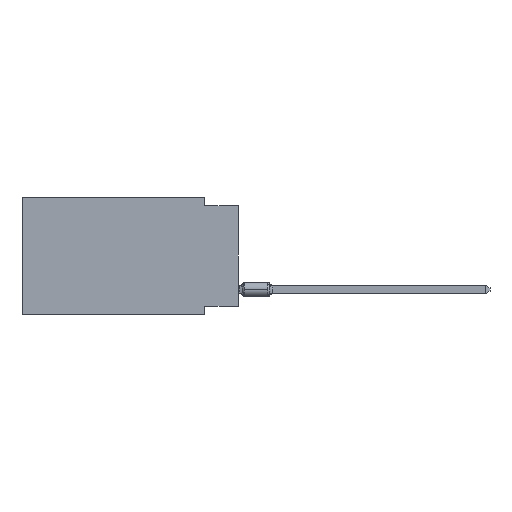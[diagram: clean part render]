
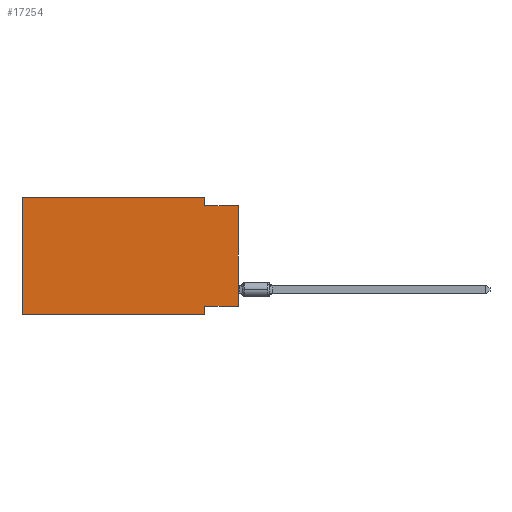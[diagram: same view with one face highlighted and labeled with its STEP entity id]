
A CAD part, left-side view. The second image highlights one B-rep face of the part: STEP entity #17254.
In plain terms, the highlighted planar face has unit normal (-1, 0, 0).
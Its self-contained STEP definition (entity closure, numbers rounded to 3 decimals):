
#440 = VERTEX_POINT ( 'NONE', #28058 ) ;
#873 = CARTESIAN_POINT ( 'NONE',  ( 0., 16.383, 0. ) ) ;
#1091 = VECTOR ( 'NONE', #6634, 1000. ) ;
#1724 = EDGE_CURVE ( 'NONE', #22390, #11253, #32198, .T. ) ;
#2314 = DIRECTION ( 'NONE',  ( 0., 1., 0. ) ) ;
#2390 = CARTESIAN_POINT ( 'NONE',  ( 0., 2.54, 0. ) ) ;
#2502 = VECTOR ( 'NONE', #5138, 1000. ) ;
#2684 = PLANE ( 'NONE',  #9233 ) ;
#2813 = DIRECTION ( 'NONE',  ( 0., -1., 0. ) ) ;
#3128 = EDGE_LOOP ( 'NONE', ( #26316, #29933, #22714, #25414, #22820, #18600, #12466, #7724 ) ) ;
#3143 = DIRECTION ( 'NONE',  ( 0., -1., 0. ) ) ;
#5052 = DIRECTION ( 'NONE',  ( 0., 0., 1. ) ) ;
#5138 = DIRECTION ( 'NONE',  ( 0., 0., 1. ) ) ;
#6514 = EDGE_CURVE ( 'NONE', #7703, #25054, #35115, .T. ) ;
#6634 = DIRECTION ( 'NONE',  ( 0., -1., 0. ) ) ;
#7703 = VERTEX_POINT ( 'NONE', #34772 ) ;
#7724 = ORIENTED_EDGE ( 'NONE', *, *, #36351, .F. ) ;
#7873 = EDGE_CURVE ( 'NONE', #17787, #34845, #11799, .T. ) ;
#7884 = LINE ( 'NONE', #13416, #26767 ) ;
#8630 = EDGE_CURVE ( 'NONE', #440, #25054, #7884, .T. ) ;
#8750 = FACE_OUTER_BOUND ( 'NONE', #3128, .T. ) ;
#9233 = AXIS2_PLACEMENT_3D ( 'NONE', #23009, #20354, #16938 ) ;
#10796 = VERTEX_POINT ( 'NONE', #18590 ) ;
#10813 = VECTOR ( 'NONE', #3143, 1000. ) ;
#11253 = VERTEX_POINT ( 'NONE', #27076 ) ;
#11631 = CARTESIAN_POINT ( 'NONE',  ( 0., 16.383, 0. ) ) ;
#11799 = LINE ( 'NONE', #20736, #33379 ) ;
#12466 = ORIENTED_EDGE ( 'NONE', *, *, #7873, .F. ) ;
#13277 = VECTOR ( 'NONE', #2314, 1000. ) ;
#13416 = CARTESIAN_POINT ( 'NONE',  ( 0., 0., 0. ) ) ;
#14248 = CARTESIAN_POINT ( 'NONE',  ( 0., 16.383, 0. ) ) ;
#16765 = CARTESIAN_POINT ( 'NONE',  ( 0., 0., -8.255 ) ) ;
#16921 = LINE ( 'NONE', #14248, #2502 ) ;
#16938 = DIRECTION ( 'NONE',  ( 0., 0., -1. ) ) ;
#17254 = ADVANCED_FACE ( 'NONE', ( #8750 ), #2684, .F. ) ;
#17787 = VERTEX_POINT ( 'NONE', #19029 ) ;
#18590 = CARTESIAN_POINT ( 'NONE',  ( 0., 16.383, -8.89 ) ) ;
#18600 = ORIENTED_EDGE ( 'NONE', *, *, #36743, .T. ) ;
#18942 = LINE ( 'NONE', #2390, #25542 ) ;
#19029 = CARTESIAN_POINT ( 'NONE',  ( 0., 2.54, -8.255 ) ) ;
#20257 = CARTESIAN_POINT ( 'NONE',  ( 0., 2.54, -8.89 ) ) ;
#20354 = DIRECTION ( 'NONE',  ( 1., 0., 0. ) ) ;
#20736 = CARTESIAN_POINT ( 'NONE',  ( 0., 2.54, -8.89 ) ) ;
#21304 = DIRECTION ( 'NONE',  ( 0., 0., -1. ) ) ;
#22390 = VERTEX_POINT ( 'NONE', #11631 ) ;
#22714 = ORIENTED_EDGE ( 'NONE', *, *, #24395, .F. ) ;
#22820 = ORIENTED_EDGE ( 'NONE', *, *, #26398, .F. ) ;
#23009 = CARTESIAN_POINT ( 'NONE',  ( 0., 16.383, 0. ) ) ;
#23938 = CARTESIAN_POINT ( 'NONE',  ( 0., 16.383, -8.89 ) ) ;
#24395 = EDGE_CURVE ( 'NONE', #11253, #7703, #18942, .T. ) ;
#25054 = VERTEX_POINT ( 'NONE', #27207 ) ;
#25364 = DIRECTION ( 'NONE',  ( 0., 0., -1. ) ) ;
#25414 = ORIENTED_EDGE ( 'NONE', *, *, #1724, .F. ) ;
#25542 = VECTOR ( 'NONE', #25364, 1000. ) ;
#26316 = ORIENTED_EDGE ( 'NONE', *, *, #8630, .T. ) ;
#26398 = EDGE_CURVE ( 'NONE', #10796, #22390, #16921, .T. ) ;
#26767 = VECTOR ( 'NONE', #5052, 1000. ) ;
#27076 = CARTESIAN_POINT ( 'NONE',  ( 0., 2.54, 0. ) ) ;
#27207 = CARTESIAN_POINT ( 'NONE',  ( 0., 0., -0.635 ) ) ;
#28058 = CARTESIAN_POINT ( 'NONE',  ( 0., 0., -8.255 ) ) ;
#28816 = CARTESIAN_POINT ( 'NONE',  ( 0., 0., -0.635 ) ) ;
#29696 = VECTOR ( 'NONE', #2813, 1000. ) ;
#29933 = ORIENTED_EDGE ( 'NONE', *, *, #6514, .F. ) ;
#31182 = LINE ( 'NONE', #16765, #13277 ) ;
#31888 = LINE ( 'NONE', #23938, #1091 ) ;
#32198 = LINE ( 'NONE', #873, #10813 ) ;
#33379 = VECTOR ( 'NONE', #21304, 1000. ) ;
#34772 = CARTESIAN_POINT ( 'NONE',  ( 0., 2.54, -0.635 ) ) ;
#34845 = VERTEX_POINT ( 'NONE', #20257 ) ;
#35115 = LINE ( 'NONE', #28816, #29696 ) ;
#36351 = EDGE_CURVE ( 'NONE', #440, #17787, #31182, .T. ) ;
#36743 = EDGE_CURVE ( 'NONE', #10796, #34845, #31888, .T. ) ;
